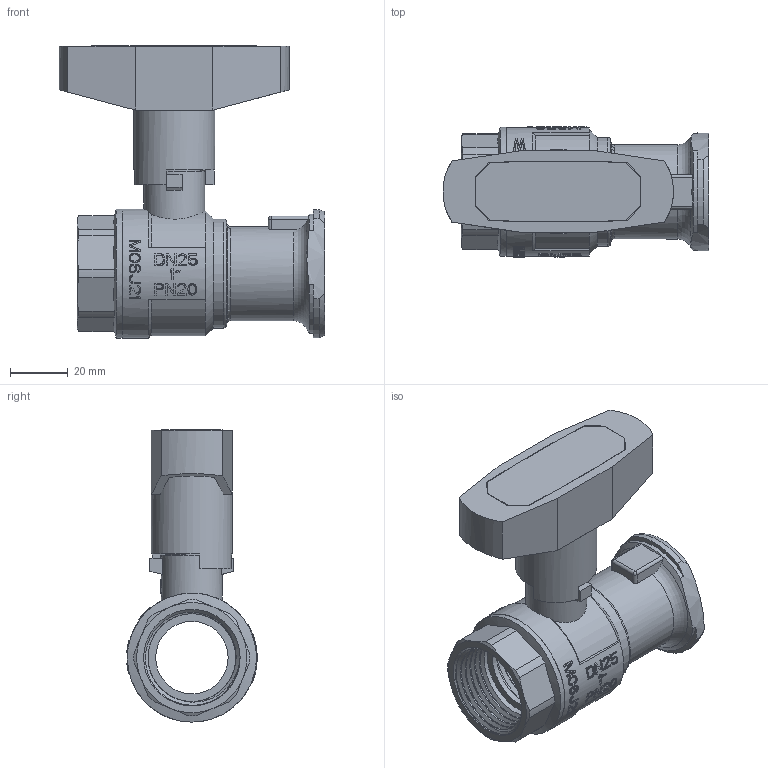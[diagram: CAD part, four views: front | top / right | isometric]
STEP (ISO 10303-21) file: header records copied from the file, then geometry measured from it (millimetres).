
FILE_DESCRIPTION(/* description */ ('Unknown'),/* implementation_level */ '2;1');
FILE_NAME(/* name */ '1081',/* time_stamp */ '2022-10-12T12:56:11+02:00',/* author */ ('Unknown'),/* organization */ ('Unknown'),/* preprocessor_version */ 'ST-DEVELOPER v16.7',/* originating_system */ 'Solid Edge',/* authorisation */ 'Unknown');
FILE_SCHEMA (('AUTOMOTIVE_DESIGN {1 0 10303 214 3 1 1}'));
Length unit declared in the file: millimetre
Products named in the file (10): 1081_2021.07.16; VJ0101431606V; VT05105006Q; VT07405106Q; VJ0102431606V; VT0801435006_ASM; VT0801435006-2; VT0801435006-1; VT120017-M10X18-1; VT0801431006-1
Assembly tree (9 placements, depth 3):
  1081_2021.07.16
    VJ0101431606V
    VT05105006Q
    VT07405106Q
    VJ0102431606V
    VT0801435006_ASM
      VT0801435006-2
      VT0801435006-1
    VT120017-M10X18-1
    VT0801431006-1
Bounding box: 91.72 x 44.93 x 100.8 mm (x, y, z)
Volume: 69710.8 mm3; surface area: 53505 mm2
Topology: 8 solids, 10 shells, 1227 faces, 3444 edges, 2296 vertices
Faces by surface type: plane 910, cylinder 161, bspline 101, cone 44, torus 9, sphere 2
Full cylindrical faces by diameter (mm): 3.4 x2, 5.4 x4, 8.5 x8, 8.8 x1, 12 x3, 12.1 x1, 13 x1, 14 x2, 15 x1, 16 x1, 16.5 x4, 18 x1, 18.1 x1, 21 x1, 22.5 x1, 25 x2, 28 x1, 28.5 x1, 30.291 x5, 32.5 x1, 33 x2, 37.5 x1, 39.5 x4, 41 x3, 41.5 x1, 44.5 x2
Entity records: 49532 total; most frequent: CARTESIAN_POINT 18181, ORIENTED_EDGE 6642, DIRECTION 6507, EDGE_CURVE 3323, AXIS2_PLACEMENT_3D 2576, VERTEX_POINT 2262, CIRCLE 1409, LINE 1355
